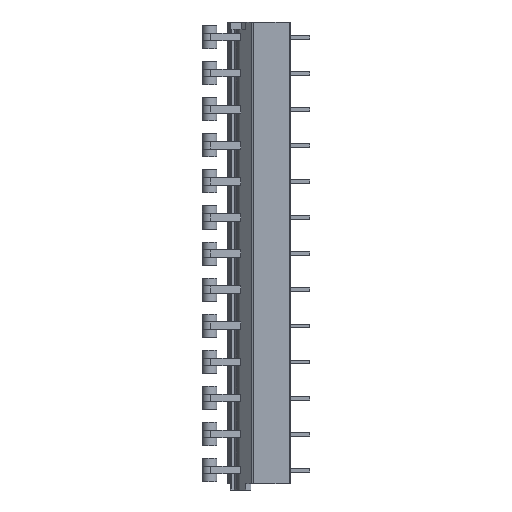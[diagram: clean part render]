
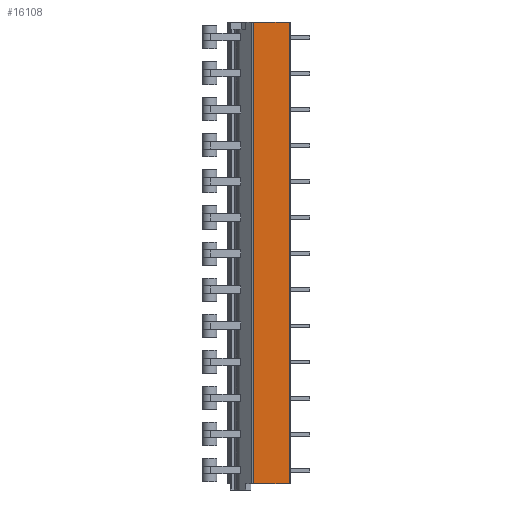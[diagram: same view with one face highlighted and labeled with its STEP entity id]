
A CAD part, left-side view. The second image highlights one B-rep face of the part: STEP entity #16108.
In plain terms, the highlighted planar face has unit normal (-1, 0, 0).
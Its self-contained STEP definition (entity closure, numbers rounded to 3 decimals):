
#30=DIRECTION('',(0.,-1.,0.));
#31=VECTOR('',#30,7.471);
#32=CARTESIAN_POINT('',(0.,7.671,-92.8));
#33=LINE('',#32,#31);
#310=DIRECTION('',(0.,-1.,0.));
#311=VECTOR('',#310,7.471);
#312=CARTESIAN_POINT('',(0.,7.671,3.2));
#313=LINE('',#312,#311);
#547=DIRECTION('',(0.,0.,1.));
#548=VECTOR('',#547,96.);
#549=CARTESIAN_POINT('',(0.,7.671,-92.8));
#550=LINE('',#549,#548);
#551=DIRECTION('',(0.,0.,1.));
#552=VECTOR('',#551,96.);
#553=CARTESIAN_POINT('',(0.,0.2,-92.8));
#554=LINE('',#553,#552);
#12718=CARTESIAN_POINT('',(0.,7.671,-92.8));
#12720=VERTEX_POINT('',#12718);
#12721=CARTESIAN_POINT('',(0.,0.2,-92.8));
#12722=VERTEX_POINT('',#12721);
#12838=CARTESIAN_POINT('',(0.,7.671,3.2));
#12840=VERTEX_POINT('',#12838);
#12841=CARTESIAN_POINT('',(0.,0.2,3.2));
#12842=VERTEX_POINT('',#12841);
#16096=CARTESIAN_POINT('',(0.,7.671,-92.8));
#16097=DIRECTION('',(-1.,0.,0.));
#16098=DIRECTION('',(0.,-1.,0.));
#16099=AXIS2_PLACEMENT_3D('',#16096,#16097,#16098);
#16100=PLANE('',#16099);
#16101=ORIENTED_EDGE('',*,*,#16090,.T.);
#16102=ORIENTED_EDGE('',*,*,#15936,.T.);
#16104=ORIENTED_EDGE('',*,*,#16103,.F.);
#16105=ORIENTED_EDGE('',*,*,#15736,.F.);
#16106=EDGE_LOOP('',(#16101,#16102,#16104,#16105));
#16107=FACE_OUTER_BOUND('',#16106,.F.);
#16108=ADVANCED_FACE('',(#16107),#16100,.T.);
#15736=EDGE_CURVE('',#12720,#12722,#33,.T.);
#15936=EDGE_CURVE('',#12840,#12842,#313,.T.);
#16090=EDGE_CURVE('',#12720,#12840,#550,.T.);
#16103=EDGE_CURVE('',#12722,#12842,#554,.T.);
